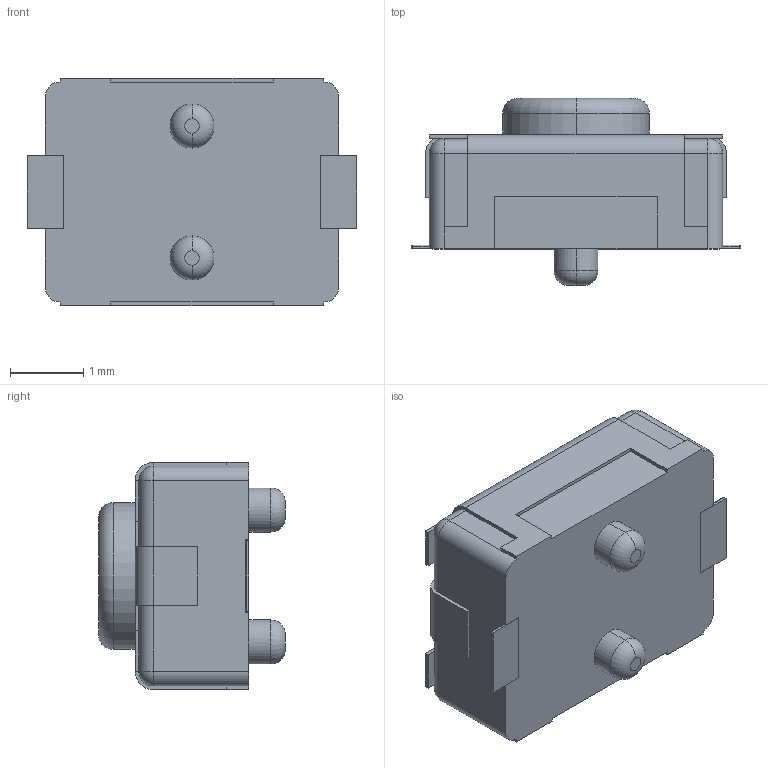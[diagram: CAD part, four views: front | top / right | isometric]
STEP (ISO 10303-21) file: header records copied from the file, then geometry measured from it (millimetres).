
FILE_DESCRIPTION (( 'STEP AP214' ), '1' );
FILE_NAME ('SMT Tactile Switch PTS-820.STEP', '2014-10-19T20:21:59', ( '' ), ( '' ), 'SwSTEP 2.0', 'SolidWorks 2014', '' );
FILE_SCHEMA (( 'AUTOMOTIVE_DESIGN' ));
Length unit declared in the file: millimetre
Products named in the file (1): SMT Tactile Switch PTS-820
Bounding box: 4.5 x 2.55 x 3.1 mm (x, y, z)
Volume: 20.6 mm3; surface area: 51.8 mm2
Topology: 1 solids, 1 shells, 129 faces, 338 edges, 200 vertices
Faces by surface type: plane 86, cylinder 29, sphere 8, torus 6
Entity records: 4977 total; most frequent: DIRECTION 666, ORIENTED_EDGE 660, CARTESIAN_POINT 660, EDGE_CURVE 330, VECTOR 254, LINE 254, AXIS2_PLACEMENT_3D 206, VERTEX_POINT 200
